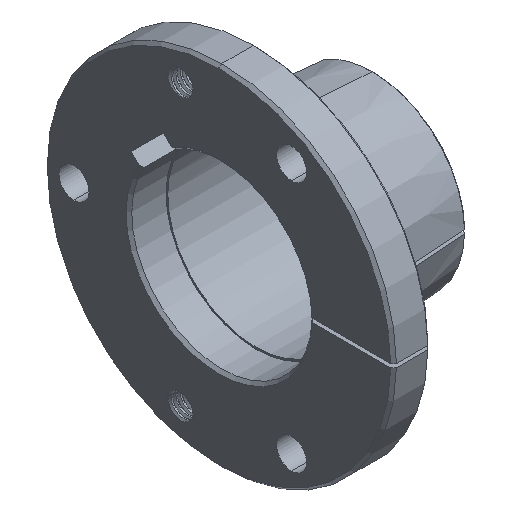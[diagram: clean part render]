
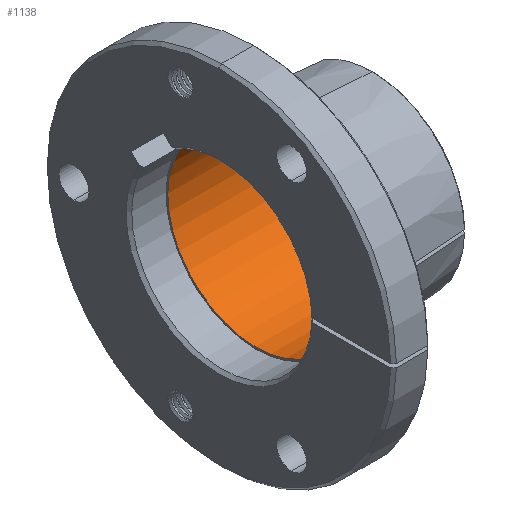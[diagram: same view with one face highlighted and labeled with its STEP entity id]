
A CAD part, isometric view. The second image highlights one B-rep face of the part: STEP entity #1138.
In plain terms, the highlighted cylindrical face has radius 30.956 mm (diameter 61.913 mm), a partial arc.
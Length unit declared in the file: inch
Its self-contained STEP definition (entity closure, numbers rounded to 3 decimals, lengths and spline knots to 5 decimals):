
#408 = ORIENTED_EDGE ( 'NONE', *, *, #2680, .F. ) ;
#582 = VERTEX_POINT ( 'NONE', #4849 ) ;
#666 = DIRECTION ( 'NONE',  ( -1., 0., 0. ) ) ;
#692 = CIRCLE ( 'NONE', #5255, 1.21876 ) ;
#853 = VERTEX_POINT ( 'NONE', #1345 ) ;
#1138 = ADVANCED_FACE ( 'NONE', ( #6150 ), #5954, .F. ) ;
#1256 = CARTESIAN_POINT ( 'NONE',  ( 0.51181, 0., 0. ) ) ;
#1271 = VERTEX_POINT ( 'NONE', #5481 ) ;
#1325 = AXIS2_PLACEMENT_3D ( 'NONE', #1794, #3833, #5990 ) ;
#1345 = CARTESIAN_POINT ( 'NONE',  ( 2.1063, 1.21876, 0. ) ) ;
#1468 = ORIENTED_EDGE ( 'NONE', *, *, #2883, .F. ) ;
#1607 = ORIENTED_EDGE ( 'NONE', *, *, #2882, .F. ) ;
#1794 = CARTESIAN_POINT ( 'NONE',  ( -0.11811, 0., 0. ) ) ;
#1800 = DIRECTION ( 'NONE',  ( 0., 0., 1. ) ) ;
#1847 = EDGE_LOOP ( 'NONE', ( #3965, #1607, #408, #5252, #1468 ) ) ;
#2100 = VECTOR ( 'NONE', #3519, 39.37008 ) ;
#2435 = VECTOR ( 'NONE', #5264, 39.37008 ) ;
#2483 = EDGE_CURVE ( 'NONE', #1271, #853, #2798, .T. ) ;
#2542 = CIRCLE ( 'NONE', #5569, 1.21876 ) ;
#2587 = LINE ( 'NONE', #3033, #2100 ) ;
#2680 = EDGE_CURVE ( 'NONE', #853, #4260, #2542, .T. ) ;
#2713 = EDGE_CURVE ( 'NONE', #582, #2979, #692, .T. ) ;
#2798 = CIRCLE ( 'NONE', #3282, 1.21876 ) ;
#2882 = EDGE_CURVE ( 'NONE', #4260, #582, #3150, .T. ) ;
#2883 = EDGE_CURVE ( 'NONE', #2979, #1271, #2587, .T. ) ;
#2979 = VERTEX_POINT ( 'NONE', #3682 ) ;
#2990 = DIRECTION ( 'NONE',  ( -1., 0., 0. ) ) ;
#3011 = CARTESIAN_POINT ( 'NONE',  ( 2.12602, -1.21849, -0.02559 ) ) ;
#3033 = CARTESIAN_POINT ( 'NONE',  ( 2.12602, 1.05395, 0.61201 ) ) ;
#3150 = LINE ( 'NONE', #3011, #2435 ) ;
#3282 = AXIS2_PLACEMENT_3D ( 'NONE', #5671, #2990, #6111 ) ;
#3519 = DIRECTION ( 'NONE',  ( 1., 0., 0. ) ) ;
#3682 = CARTESIAN_POINT ( 'NONE',  ( 0.51181, 1.05395, 0.61201 ) ) ;
#3771 = CARTESIAN_POINT ( 'NONE',  ( 2.1063, 0., 0. ) ) ;
#3833 = DIRECTION ( 'NONE',  ( -1., 0., 0. ) ) ;
#3965 = ORIENTED_EDGE ( 'NONE', *, *, #2713, .F. ) ;
#4231 = DIRECTION ( 'NONE',  ( 0., 0., 1. ) ) ;
#4260 = VERTEX_POINT ( 'NONE', #6051 ) ;
#4715 = DIRECTION ( 'NONE',  ( 1., 0., 0. ) ) ;
#4849 = CARTESIAN_POINT ( 'NONE',  ( 0.51181, -1.21849, -0.02559 ) ) ;
#5252 = ORIENTED_EDGE ( 'NONE', *, *, #2483, .F. ) ;
#5255 = AXIS2_PLACEMENT_3D ( 'NONE', #1256, #4715, #1800 ) ;
#5264 = DIRECTION ( 'NONE',  ( -1., 0., 0. ) ) ;
#5481 = CARTESIAN_POINT ( 'NONE',  ( 2.1063, 1.05395, 0.61201 ) ) ;
#5569 = AXIS2_PLACEMENT_3D ( 'NONE', #3771, #666, #4231 ) ;
#5671 = CARTESIAN_POINT ( 'NONE',  ( 2.1063, 0., 0. ) ) ;
#5954 = CYLINDRICAL_SURFACE ( 'NONE', #1325, 1.21876 ) ;
#5990 = DIRECTION ( 'NONE',  ( 0., 0., 1. ) ) ;
#6051 = CARTESIAN_POINT ( 'NONE',  ( 2.1063, -1.21849, -0.02559 ) ) ;
#6111 = DIRECTION ( 'NONE',  ( 0., 0., 1. ) ) ;
#6150 = FACE_OUTER_BOUND ( 'NONE', #1847, .T. ) ;
